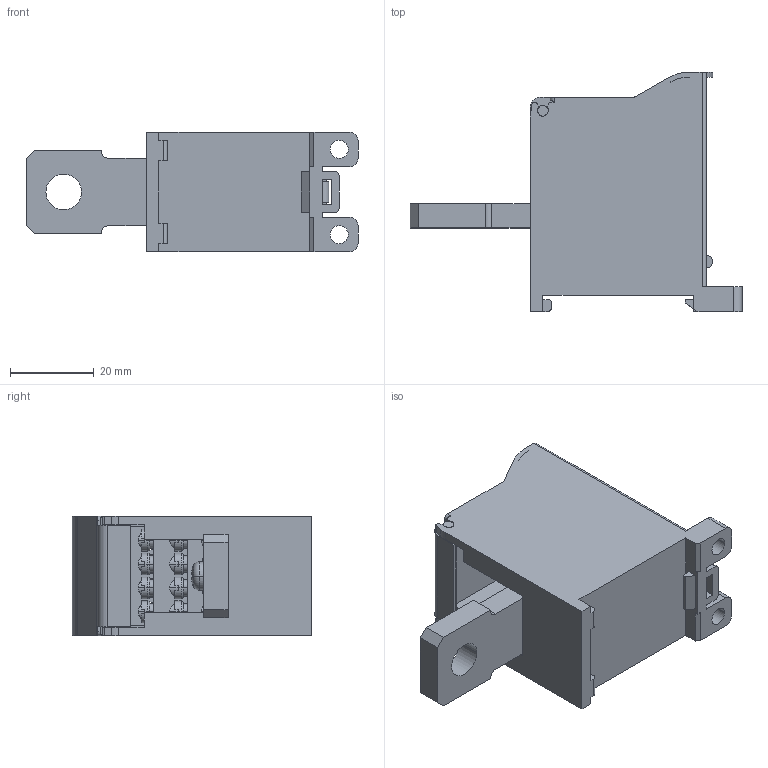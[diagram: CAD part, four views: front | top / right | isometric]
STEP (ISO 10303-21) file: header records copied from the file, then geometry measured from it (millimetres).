
FILE_DESCRIPTION((''),'2;1');
FILE_NAME('5YB576356_ASM','2023-12-04T',('dell'),(''),'PRO/ENGINEER BY PARAMETRIC TECHNOLOGY CORPORATION, 2013230','PRO/ENGINEER BY PARAMETRIC TECHNOLOGY CORPORATION, 2013230','');
FILE_SCHEMA(('AUTOMOTIVE_DESIGN { 1 0 10303 214 1 1 1 1 }'));
Length unit declared in the file: millimetre
Products named in the file (1): 5YB576356_ASM
Bounding box: 79.2 x 57.2 x 28.5 mm (x, y, z)
Volume: 42286.4 mm3; surface area: 24922.9 mm2
Topology: 1 solids, 4 shells, 761 faces, 2145 edges, 1384 vertices
Faces by surface type: plane 351, cylinder 266, cone 88, torus 28, sphere 26, bspline 2
Entity records: 30621 total; most frequent: CARTESIAN_POINT 6239, ORIENTED_EDGE 4226, DIRECTION 4205, EDGE_CURVE 2113, AXIS2_PLACEMENT_3D 1535, VERTEX_POINT 1384, VECTOR 1135, LINE 1135
